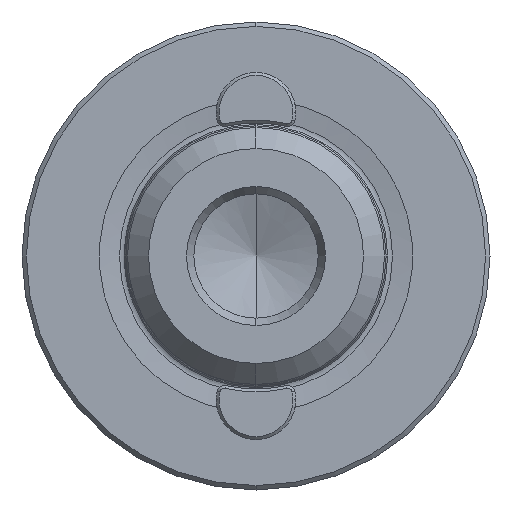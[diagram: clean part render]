
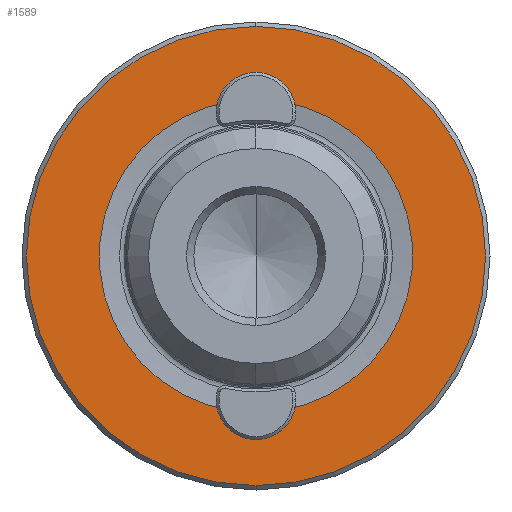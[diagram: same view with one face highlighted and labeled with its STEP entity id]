
A CAD part, left-side view. The second image highlights one B-rep face of the part: STEP entity #1589.
In plain terms, the highlighted planar face has unit normal (-1, 0, 0).
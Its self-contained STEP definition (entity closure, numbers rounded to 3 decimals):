
#18 = CARTESIAN_POINT ( 'NONE',  ( 0., -1.58, 10.598 ) ) ;
#33 = ORIENTED_EDGE ( 'NONE', *, *, #2387, .T. ) ;
#38 = DIRECTION ( 'NONE',  ( 0., 0., 1. ) ) ;
#40 = DIRECTION ( 'NONE',  ( 0., 0., 1. ) ) ;
#59 = CARTESIAN_POINT ( 'NONE',  ( 0., 0., 15.7 ) ) ;
#78 = EDGE_CURVE ( 'NONE', #1763, #2255, #1136, .T. ) ;
#117 = CARTESIAN_POINT ( 'NONE',  ( 0., 0., 0. ) ) ;
#146 = CARTESIAN_POINT ( 'NONE',  ( 0., 0., -10.85 ) ) ;
#246 = DIRECTION ( 'NONE',  ( 1., 0., 0. ) ) ;
#306 = ORIENTED_EDGE ( 'NONE', *, *, #1815, .F. ) ;
#390 = CARTESIAN_POINT ( 'NONE',  ( 0., -1.58, -10.598 ) ) ;
#472 = FACE_OUTER_BOUND ( 'NONE', #2065, .T. ) ;
#540 = CARTESIAN_POINT ( 'NONE',  ( 0., 0., 0. ) ) ;
#580 = CIRCLE ( 'NONE', #2434, 1.6 ) ;
#581 = EDGE_LOOP ( 'NONE', ( #2794, #926, #306, #2611, #2209, #934 ) ) ;
#656 = AXIS2_PLACEMENT_3D ( 'NONE', #117, #2298, #749 ) ;
#691 = PLANE ( 'NONE',  #740 ) ;
#740 = AXIS2_PLACEMENT_3D ( 'NONE', #1363, #246, #2028 ) ;
#749 = DIRECTION ( 'NONE',  ( 0., 0., 1. ) ) ;
#753 = DIRECTION ( 'NONE',  ( -1., 0., 0. ) ) ;
#873 = DIRECTION ( 'NONE',  ( -1., 0., 0. ) ) ;
#884 = VERTEX_POINT ( 'NONE', #18 ) ;
#889 = CARTESIAN_POINT ( 'NONE',  ( 0., 0., -12.45 ) ) ;
#926 = ORIENTED_EDGE ( 'NONE', *, *, #2254, .F. ) ;
#934 = ORIENTED_EDGE ( 'NONE', *, *, #2443, .F. ) ;
#1006 = DIRECTION ( 'NONE',  ( 0., 0., 1. ) ) ;
#1060 = CIRCLE ( 'NONE', #1662, 10.715 ) ;
#1120 = AXIS2_PLACEMENT_3D ( 'NONE', #2171, #1726, #1006 ) ;
#1136 = CIRCLE ( 'NONE', #2251, 15.7 ) ;
#1158 = CIRCLE ( 'NONE', #1527, 10.715 ) ;
#1205 = CIRCLE ( 'NONE', #2818, 1.6 ) ;
#1298 = DIRECTION ( 'NONE',  ( 0., 0., 1. ) ) ;
#1357 = AXIS2_PLACEMENT_3D ( 'NONE', #1928, #2598, #1701 ) ;
#1363 = CARTESIAN_POINT ( 'NONE',  ( 0., 0., -10.715 ) ) ;
#1405 = CARTESIAN_POINT ( 'NONE',  ( 0., 0., 0. ) ) ;
#1431 = DIRECTION ( 'NONE',  ( -1., 0., 0. ) ) ;
#1515 = VERTEX_POINT ( 'NONE', #2299 ) ;
#1527 = AXIS2_PLACEMENT_3D ( 'NONE', #1797, #1842, #40 ) ;
#1589 = ADVANCED_FACE ( 'NONE', ( #2246, #472 ), #691, .F. ) ;
#1602 = ORIENTED_EDGE ( 'NONE', *, *, #78, .T. ) ;
#1662 = AXIS2_PLACEMENT_3D ( 'NONE', #540, #1431, #2542 ) ;
#1697 = VERTEX_POINT ( 'NONE', #2529 ) ;
#1701 = DIRECTION ( 'NONE',  ( 0., 0., 1. ) ) ;
#1711 = EDGE_CURVE ( 'NONE', #1830, #884, #1060, .T. ) ;
#1726 = DIRECTION ( 'NONE',  ( -1., 0., 0. ) ) ;
#1763 = VERTEX_POINT ( 'NONE', #1983 ) ;
#1779 = VERTEX_POINT ( 'NONE', #889 ) ;
#1783 = CARTESIAN_POINT ( 'NONE',  ( 0., 0., 10.85 ) ) ;
#1792 = DIRECTION ( 'NONE',  ( -1., 0., 0. ) ) ;
#1797 = CARTESIAN_POINT ( 'NONE',  ( 0., 0., 0. ) ) ;
#1815 = EDGE_CURVE ( 'NONE', #884, #1697, #1205, .T. ) ;
#1826 = CIRCLE ( 'NONE', #656, 15.7 ) ;
#1830 = VERTEX_POINT ( 'NONE', #390 ) ;
#1842 = DIRECTION ( 'NONE',  ( -1., 0., 0. ) ) ;
#1914 = EDGE_CURVE ( 'NONE', #1515, #2363, #1158, .T. ) ;
#1928 = CARTESIAN_POINT ( 'NONE',  ( 0., 0., -10.85 ) ) ;
#1983 = CARTESIAN_POINT ( 'NONE',  ( 0., 0., -15.7 ) ) ;
#2028 = DIRECTION ( 'NONE',  ( 0., 0., -1. ) ) ;
#2065 = EDGE_LOOP ( 'NONE', ( #1602, #33 ) ) ;
#2171 = CARTESIAN_POINT ( 'NONE',  ( 0., 0., 10.85 ) ) ;
#2209 = ORIENTED_EDGE ( 'NONE', *, *, #2606, .F. ) ;
#2246 = FACE_BOUND ( 'NONE', #581, .T. ) ;
#2251 = AXIS2_PLACEMENT_3D ( 'NONE', #1405, #753, #2290 ) ;
#2254 = EDGE_CURVE ( 'NONE', #1697, #1515, #2556, .T. ) ;
#2255 = VERTEX_POINT ( 'NONE', #59 ) ;
#2290 = DIRECTION ( 'NONE',  ( 0., 0., 1. ) ) ;
#2298 = DIRECTION ( 'NONE',  ( -1., 0., 0. ) ) ;
#2299 = CARTESIAN_POINT ( 'NONE',  ( 0., 1.58, 10.598 ) ) ;
#2363 = VERTEX_POINT ( 'NONE', #2558 ) ;
#2387 = EDGE_CURVE ( 'NONE', #2255, #1763, #1826, .T. ) ;
#2434 = AXIS2_PLACEMENT_3D ( 'NONE', #146, #1792, #38 ) ;
#2443 = EDGE_CURVE ( 'NONE', #2363, #1779, #2738, .T. ) ;
#2529 = CARTESIAN_POINT ( 'NONE',  ( 0., 0., 12.45 ) ) ;
#2542 = DIRECTION ( 'NONE',  ( 0., 0., 1. ) ) ;
#2556 = CIRCLE ( 'NONE', #1120, 1.6 ) ;
#2558 = CARTESIAN_POINT ( 'NONE',  ( 0., 1.58, -10.598 ) ) ;
#2598 = DIRECTION ( 'NONE',  ( -1., 0., 0. ) ) ;
#2606 = EDGE_CURVE ( 'NONE', #1779, #1830, #580, .T. ) ;
#2611 = ORIENTED_EDGE ( 'NONE', *, *, #1711, .F. ) ;
#2738 = CIRCLE ( 'NONE', #1357, 1.6 ) ;
#2794 = ORIENTED_EDGE ( 'NONE', *, *, #1914, .F. ) ;
#2818 = AXIS2_PLACEMENT_3D ( 'NONE', #1783, #873, #1298 ) ;
